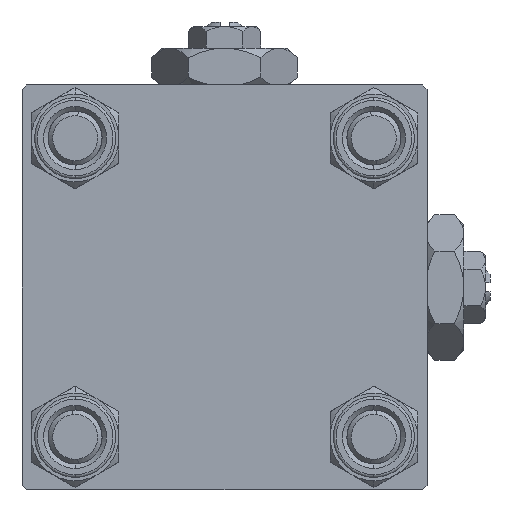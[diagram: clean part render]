
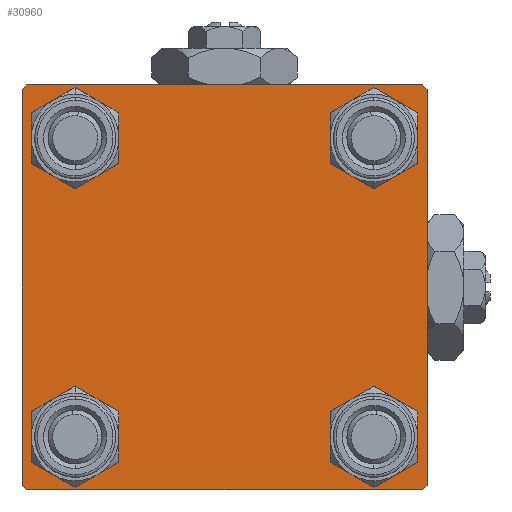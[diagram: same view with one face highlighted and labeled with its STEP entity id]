
A CAD part, left-side view. The second image highlights one B-rep face of the part: STEP entity #30960.
In plain terms, the highlighted planar face has unit normal (-1, 0, 0).
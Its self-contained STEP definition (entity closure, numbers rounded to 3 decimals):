
#398 = ORIENTED_EDGE ( 'NONE', *, *, #51655, .T. ) ;
#584 = CARTESIAN_POINT ( 'NONE',  ( 0., 16.6, -20.1 ) ) ;
#2205 = LINE ( 'NONE', #35272, #53317 ) ;
#3537 = FACE_BOUND ( 'NONE', #33696, .T. ) ;
#4559 = AXIS2_PLACEMENT_3D ( 'NONE', #29533, #43164, #42618 ) ;
#4686 = CIRCLE ( 'NONE', #49195, 3.5 ) ;
#4822 = DIRECTION ( 'NONE',  ( 0., 0., 1. ) ) ;
#5271 = VERTEX_POINT ( 'NONE', #34796 ) ;
#5304 = CARTESIAN_POINT ( 'NONE',  ( 0., 22., -22.5 ) ) ;
#7096 = FACE_BOUND ( 'NONE', #50959, .T. ) ;
#7545 = CIRCLE ( 'NONE', #31068, 3.5 ) ;
#7765 = EDGE_LOOP ( 'NONE', ( #48107, #40562 ) ) ;
#8000 = EDGE_CURVE ( 'NONE', #5271, #36529, #4686, .T. ) ;
#8255 = CARTESIAN_POINT ( 'NONE',  ( 0., 22.5, 22. ) ) ;
#8697 = ORIENTED_EDGE ( 'NONE', *, *, #20601, .T. ) ;
#8834 = CARTESIAN_POINT ( 'NONE',  ( 0., 16.6, 16.6 ) ) ;
#9021 = CARTESIAN_POINT ( 'NONE',  ( 0., -22., 22.5 ) ) ;
#9456 = VERTEX_POINT ( 'NONE', #5304 ) ;
#9591 = VERTEX_POINT ( 'NONE', #8255 ) ;
#9618 = ORIENTED_EDGE ( 'NONE', *, *, #11116, .T. ) ;
#9679 = DIRECTION ( 'NONE',  ( 0., 0., 1. ) ) ;
#9688 = CARTESIAN_POINT ( 'NONE',  ( 0., -16.6, -20.1 ) ) ;
#9795 = DIRECTION ( 'NONE',  ( 0., -0.707, -0.707 ) ) ;
#9906 = LINE ( 'NONE', #51185, #48110 ) ;
#10667 = DIRECTION ( 'NONE',  ( 0., 0., -1. ) ) ;
#10717 = DIRECTION ( 'NONE',  ( 0., 0., -1. ) ) ;
#11116 = EDGE_CURVE ( 'NONE', #51892, #42698, #19684, .T. ) ;
#11247 = CARTESIAN_POINT ( 'NONE',  ( 0., 22.5, 22.5 ) ) ;
#11561 = CARTESIAN_POINT ( 'NONE',  ( 0., 22.5, -22.5 ) ) ;
#11828 = DIRECTION ( 'NONE',  ( 0., -1., 0. ) ) ;
#12556 = EDGE_CURVE ( 'NONE', #36529, #5271, #35458, .T. ) ;
#13777 = ORIENTED_EDGE ( 'NONE', *, *, #16731, .T. ) ;
#14711 = ORIENTED_EDGE ( 'NONE', *, *, #37943, .F. ) ;
#15751 = CARTESIAN_POINT ( 'NONE',  ( 0., -16.6, 16.6 ) ) ;
#15767 = VERTEX_POINT ( 'NONE', #19866 ) ;
#16207 = EDGE_CURVE ( 'NONE', #50459, #49848, #39646, .T. ) ;
#16295 = AXIS2_PLACEMENT_3D ( 'NONE', #49925, #45537, #4822 ) ;
#16374 = FACE_BOUND ( 'NONE', #19522, .T. ) ;
#16571 = DIRECTION ( 'NONE',  ( 1., 0., 0. ) ) ;
#16731 = EDGE_CURVE ( 'NONE', #52836, #49397, #7545, .T. ) ;
#16769 = VECTOR ( 'NONE', #26582, 1000. ) ;
#16843 = CARTESIAN_POINT ( 'NONE',  ( 0., -22.5, 22. ) ) ;
#17062 = DIRECTION ( 'NONE',  ( 0., 0., 1. ) ) ;
#17171 = VECTOR ( 'NONE', #31444, 1000. ) ;
#17366 = CARTESIAN_POINT ( 'NONE',  ( 0., 16.6, -16.6 ) ) ;
#17524 = AXIS2_PLACEMENT_3D ( 'NONE', #32768, #24848, #49717 ) ;
#17552 = EDGE_CURVE ( 'NONE', #48465, #15767, #18066, .T. ) ;
#18066 = CIRCLE ( 'NONE', #16295, 3.5 ) ;
#18818 = CARTESIAN_POINT ( 'NONE',  ( 0., -16.6, -16.6 ) ) ;
#19271 = AXIS2_PLACEMENT_3D ( 'NONE', #15751, #40604, #23412 ) ;
#19520 = LINE ( 'NONE', #11561, #26976 ) ;
#19522 = EDGE_LOOP ( 'NONE', ( #31520, #13777 ) ) ;
#19684 = CIRCLE ( 'NONE', #40587, 3.5 ) ;
#19866 = CARTESIAN_POINT ( 'NONE',  ( 0., -16.6, -13.1 ) ) ;
#20601 = EDGE_CURVE ( 'NONE', #29502, #9591, #44067, .T. ) ;
#21512 = VERTEX_POINT ( 'NONE', #22160 ) ;
#22160 = CARTESIAN_POINT ( 'NONE',  ( 0., -22., -22.5 ) ) ;
#22640 = LINE ( 'NONE', #22923, #26232 ) ;
#22893 = ORIENTED_EDGE ( 'NONE', *, *, #30905, .F. ) ;
#22923 = CARTESIAN_POINT ( 'NONE',  ( 0., 22.25, -22.25 ) ) ;
#23313 = ORIENTED_EDGE ( 'NONE', *, *, #31846, .T. ) ;
#23412 = DIRECTION ( 'NONE',  ( 0., 0., 1. ) ) ;
#23897 = CARTESIAN_POINT ( 'NONE',  ( 0., -16.6, 20.1 ) ) ;
#24848 = DIRECTION ( 'NONE',  ( -1., 0., 0. ) ) ;
#24879 = CARTESIAN_POINT ( 'NONE',  ( 0., -22.5, -22. ) ) ;
#25504 = DIRECTION ( 'NONE',  ( 1., 0., 0. ) ) ;
#26232 = VECTOR ( 'NONE', #9795, 1000. ) ;
#26582 = DIRECTION ( 'NONE',  ( 0., -1., 0. ) ) ;
#26976 = VECTOR ( 'NONE', #11828, 1000. ) ;
#28227 = EDGE_CURVE ( 'NONE', #9456, #21512, #19520, .T. ) ;
#28798 = ORIENTED_EDGE ( 'NONE', *, *, #28227, .T. ) ;
#28971 = CIRCLE ( 'NONE', #4559, 3.5 ) ;
#29502 = VERTEX_POINT ( 'NONE', #45515 ) ;
#29533 = CARTESIAN_POINT ( 'NONE',  ( 0., 16.6, -16.6 ) ) ;
#29863 = AXIS2_PLACEMENT_3D ( 'NONE', #18818, #39273, #43634 ) ;
#29920 = DIRECTION ( 'NONE',  ( 1., 0., 0. ) ) ;
#30389 = DIRECTION ( 'NONE',  ( 1., 0., 0. ) ) ;
#30905 = EDGE_CURVE ( 'NONE', #50459, #47659, #2205, .T. ) ;
#30960 = ADVANCED_FACE ( 'NONE', ( #16374, #3537, #7096, #45054, #40948 ), #44792, .T. ) ;
#31068 = AXIS2_PLACEMENT_3D ( 'NONE', #38605, #16571, #45798 ) ;
#31444 = DIRECTION ( 'NONE',  ( 0., 0.707, 0.707 ) ) ;
#31520 = ORIENTED_EDGE ( 'NONE', *, *, #50334, .T. ) ;
#31846 = EDGE_CURVE ( 'NONE', #33227, #9456, #22640, .T. ) ;
#32768 = CARTESIAN_POINT ( 'NONE',  ( 0., 0., 0. ) ) ;
#32983 = VECTOR ( 'NONE', #44867, 1000. ) ;
#33227 = VERTEX_POINT ( 'NONE', #34247 ) ;
#33696 = EDGE_LOOP ( 'NONE', ( #47693, #50351 ) ) ;
#33966 = CARTESIAN_POINT ( 'NONE',  ( 0., 16.6, 16.6 ) ) ;
#34247 = CARTESIAN_POINT ( 'NONE',  ( 0., 22.5, -22. ) ) ;
#34777 = DIRECTION ( 'NONE',  ( 0., -0.707, 0.707 ) ) ;
#34796 = CARTESIAN_POINT ( 'NONE',  ( 0., 16.6, 13.1 ) ) ;
#35272 = CARTESIAN_POINT ( 'NONE',  ( 0., -22.5, 22.5 ) ) ;
#35458 = CIRCLE ( 'NONE', #47649, 3.5 ) ;
#35879 = CARTESIAN_POINT ( 'NONE',  ( 0., 22.25, 22.25 ) ) ;
#36350 = EDGE_CURVE ( 'NONE', #9591, #33227, #48147, .T. ) ;
#36529 = VERTEX_POINT ( 'NONE', #48564 ) ;
#37445 = EDGE_CURVE ( 'NONE', #42698, #51892, #28971, .T. ) ;
#37825 = EDGE_CURVE ( 'NONE', #15767, #48465, #52535, .T. ) ;
#37943 = EDGE_CURVE ( 'NONE', #29502, #49848, #47072, .T. ) ;
#38038 = CARTESIAN_POINT ( 'NONE',  ( 0., -16.6, 13.1 ) ) ;
#38462 = CIRCLE ( 'NONE', #19271, 3.5 ) ;
#38514 = VECTOR ( 'NONE', #10717, 1000. ) ;
#38605 = CARTESIAN_POINT ( 'NONE',  ( 0., -16.6, 16.6 ) ) ;
#39273 = DIRECTION ( 'NONE',  ( 1., 0., 0. ) ) ;
#39646 = LINE ( 'NONE', #52221, #17171 ) ;
#39649 = ORIENTED_EDGE ( 'NONE', *, *, #36350, .T. ) ;
#40562 = ORIENTED_EDGE ( 'NONE', *, *, #8000, .T. ) ;
#40587 = AXIS2_PLACEMENT_3D ( 'NONE', #17366, #29920, #9679 ) ;
#40604 = DIRECTION ( 'NONE',  ( 1., 0., 0. ) ) ;
#40948 = FACE_OUTER_BOUND ( 'NONE', #48734, .T. ) ;
#42618 = DIRECTION ( 'NONE',  ( 0., 0., 1. ) ) ;
#42698 = VERTEX_POINT ( 'NONE', #46011 ) ;
#43164 = DIRECTION ( 'NONE',  ( 1., 0., 0. ) ) ;
#43634 = DIRECTION ( 'NONE',  ( 0., 0., 1. ) ) ;
#44067 = LINE ( 'NONE', #35879, #32983 ) ;
#44288 = ORIENTED_EDGE ( 'NONE', *, *, #16207, .T. ) ;
#44792 = PLANE ( 'NONE',  #17524 ) ;
#44867 = DIRECTION ( 'NONE',  ( 0., 0.707, -0.707 ) ) ;
#45054 = FACE_BOUND ( 'NONE', #7765, .T. ) ;
#45515 = CARTESIAN_POINT ( 'NONE',  ( 0., 22., 22.5 ) ) ;
#45537 = DIRECTION ( 'NONE',  ( 1., 0., 0. ) ) ;
#45798 = DIRECTION ( 'NONE',  ( 0., 0., 1. ) ) ;
#46011 = CARTESIAN_POINT ( 'NONE',  ( 0., 16.6, -13.1 ) ) ;
#47054 = DIRECTION ( 'NONE',  ( 0., 0., 1. ) ) ;
#47072 = LINE ( 'NONE', #50931, #16769 ) ;
#47649 = AXIS2_PLACEMENT_3D ( 'NONE', #33966, #30389, #47054 ) ;
#47659 = VERTEX_POINT ( 'NONE', #24879 ) ;
#47693 = ORIENTED_EDGE ( 'NONE', *, *, #37825, .T. ) ;
#48107 = ORIENTED_EDGE ( 'NONE', *, *, #12556, .T. ) ;
#48110 = VECTOR ( 'NONE', #34777, 1000. ) ;
#48147 = LINE ( 'NONE', #11247, #38514 ) ;
#48465 = VERTEX_POINT ( 'NONE', #9688 ) ;
#48564 = CARTESIAN_POINT ( 'NONE',  ( 0., 16.6, 20.1 ) ) ;
#48734 = EDGE_LOOP ( 'NONE', ( #39649, #23313, #28798, #398, #22893, #44288, #14711, #8697 ) ) ;
#48881 = ORIENTED_EDGE ( 'NONE', *, *, #37445, .T. ) ;
#49195 = AXIS2_PLACEMENT_3D ( 'NONE', #8834, #25504, #17062 ) ;
#49397 = VERTEX_POINT ( 'NONE', #23897 ) ;
#49717 = DIRECTION ( 'NONE',  ( 0., 0., 1. ) ) ;
#49848 = VERTEX_POINT ( 'NONE', #9021 ) ;
#49925 = CARTESIAN_POINT ( 'NONE',  ( 0., -16.6, -16.6 ) ) ;
#50334 = EDGE_CURVE ( 'NONE', #49397, #52836, #38462, .T. ) ;
#50351 = ORIENTED_EDGE ( 'NONE', *, *, #17552, .T. ) ;
#50459 = VERTEX_POINT ( 'NONE', #16843 ) ;
#50931 = CARTESIAN_POINT ( 'NONE',  ( 0., 22.5, 22.5 ) ) ;
#50959 = EDGE_LOOP ( 'NONE', ( #48881, #9618 ) ) ;
#51185 = CARTESIAN_POINT ( 'NONE',  ( 0., -22.25, -22.25 ) ) ;
#51655 = EDGE_CURVE ( 'NONE', #21512, #47659, #9906, .T. ) ;
#51892 = VERTEX_POINT ( 'NONE', #584 ) ;
#52221 = CARTESIAN_POINT ( 'NONE',  ( 0., -22.25, 22.25 ) ) ;
#52535 = CIRCLE ( 'NONE', #29863, 3.5 ) ;
#52836 = VERTEX_POINT ( 'NONE', #38038 ) ;
#53317 = VECTOR ( 'NONE', #10667, 1000. ) ;
